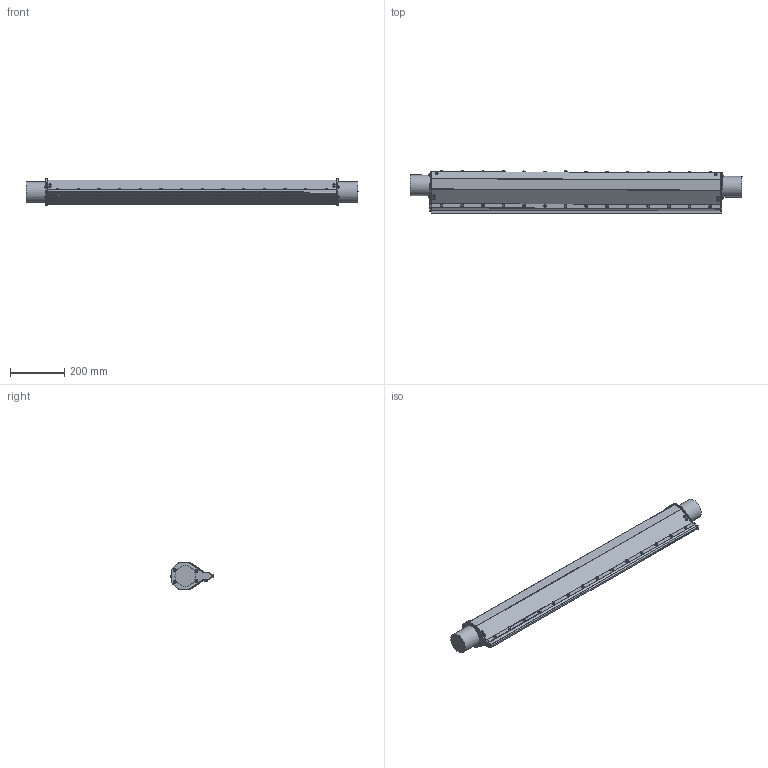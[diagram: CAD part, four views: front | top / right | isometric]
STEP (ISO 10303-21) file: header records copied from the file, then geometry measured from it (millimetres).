
FILE_DESCRIPTION(/* description */ (''),/* implementation_level */ '2;1');
FILE_NAME(/* name */ 'KAB1xxx42 DUMMY.stp',/* time_stamp */ '2018-02-20T10:35:22-05:00',/* author */ ('James'),/* organization */ (''),/* preprocessor_version */ 'ST-DEVELOPER v16.5',/* originating_system */ 'Autodesk Inventor 2017',/* authorisation */ '');
FILE_SCHEMA (('AUTOMOTIVE_DESIGN { 1 0 10303 214 3 1 1 }'));
Products named in the file (1): KAB1xxx42 DUMMY
Bounding box: 1224.3 x 157.57 x 96.52 mm (x, y, z)
Volume: 9509773.1 mm3; surface area: 492450.1 mm2
Topology: 1 solids, 1 shells, 825 faces, 1772 edges, 1138 vertices
Faces by surface type: plane 345, cone 210, cylinder 194, sphere 34, bspline 28, torus 14
Full cylindrical faces by diameter (mm): 7.6 x8, 8.5 x14, 9 x8, 9.5 x12, 10 x28, 10.135 x14, 10.5 x14, 11 x26, 76.2 x2
Entity records: 61122 total; most frequent: CARTESIAN_POINT 44803, DIRECTION 3318, ORIENTED_EDGE 3028, EDGE_CURVE 1514, AXIS2_PLACEMENT_3D 1457, EDGE_LOOP 1196, VERTEX_POINT 1062, FACE_OUTER_BOUND 825
